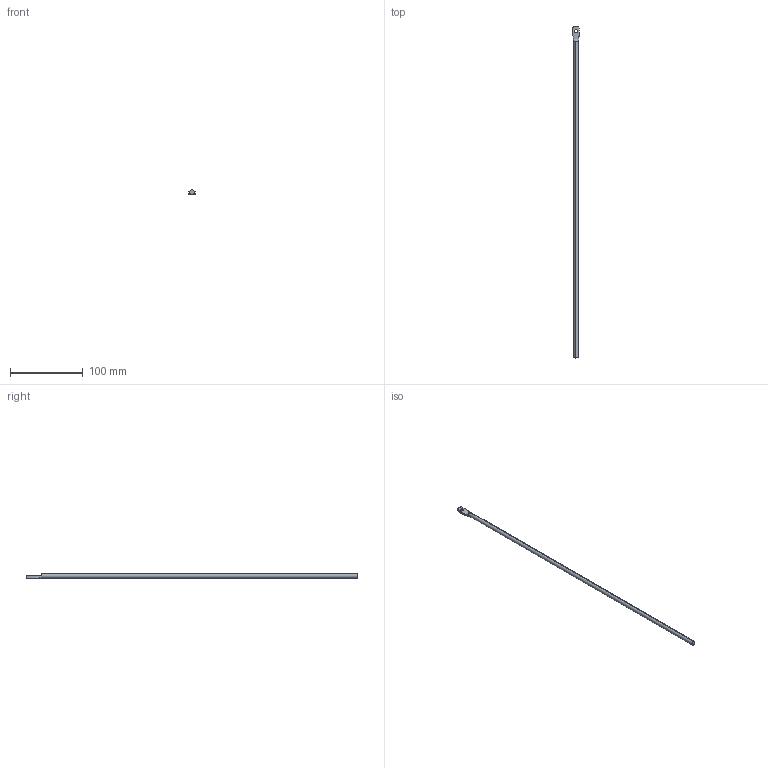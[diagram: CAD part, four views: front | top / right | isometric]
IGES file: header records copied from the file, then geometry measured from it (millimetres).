
Start section: SolidWorks IGES file using analytic representation for surfaces
Global section: file name: AC-1025-R-3.IGS; native system: SolidWorks 2014; preprocessor: SolidWorks 2014; author: 1337yo; date: 190620.172356; units: millimetre
Bounding box: 8.99 x 457 x 6 mm (x, y, z)
Surface area: 8754.4 mm2 (no closed solid volume)
Topology: 0 solids, 0 shells, 15 faces, 174 edges, 174 vertices
Faces by surface type: revolution 8, bspline 7
